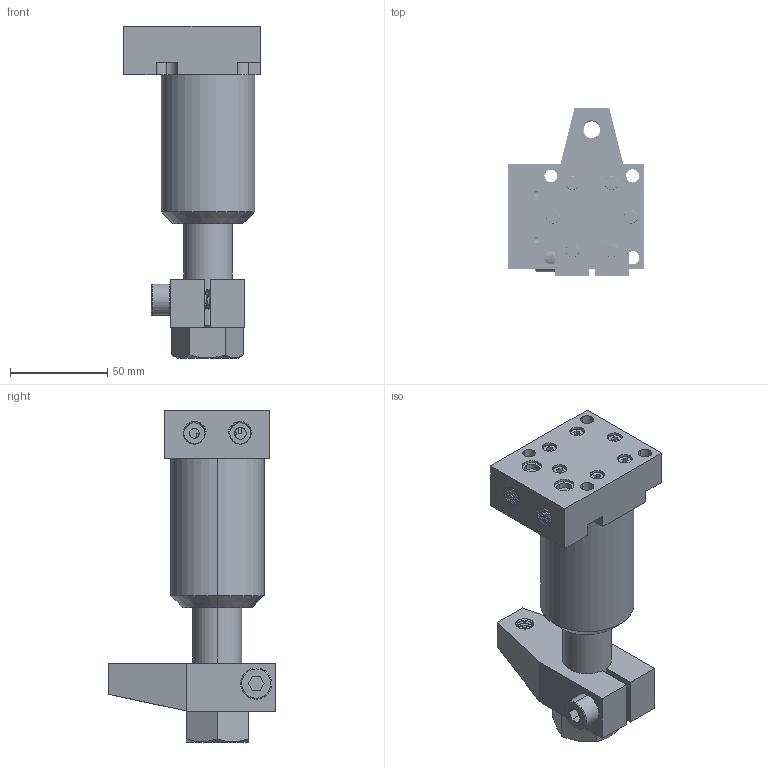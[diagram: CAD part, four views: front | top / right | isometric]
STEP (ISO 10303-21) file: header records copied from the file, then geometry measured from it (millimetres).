
FILE_DESCRIPTION (( 'STEP AP214' ), '1' );
FILE_NAME ('030-s92_asm.STEP', '2019-05-21T03:01:33', ( '' ), ( '' ), 'SwSTEP 2.0', 'SolidWorks 2016', '' );
FILE_SCHEMA (( 'AUTOMOTIVE_DESIGN' ));
Length unit declared in the file: millimetre
Products named in the file (8): 030-92LM; 030-92YB; M4X30; 030-92; 030-92HSG; 030-92BT; 030-s92_asm; M10LC
Assembly tree (12 placements, depth 2):
  030-s92_asm
    030-92BT
    030-92HSG
    030-92
    M4X30  x6
    030-92YB
    030-92LM
    M10LC
Bounding box: 70.1 x 86 x 170.5 mm (x, y, z)
Volume: 269400.4 mm3; surface area: 85453 mm2
Topology: 12 solids, 12 shells, 1082 faces, 3182 edges, 2164 vertices
Faces by surface type: cylinder 636, bspline 186, plane 170, torus 52, cone 38
Entity records: 69748 total; most frequent: CARTESIAN_POINT 55699, ORIENTED_EDGE 3434, DIRECTION 1985, EDGE_CURVE 1717, VERTEX_POINT 1189, B_SPLINE_CURVE_WITH_KNOTS 965, AXIS2_PLACEMENT_3D 744, EDGE_LOOP 642
